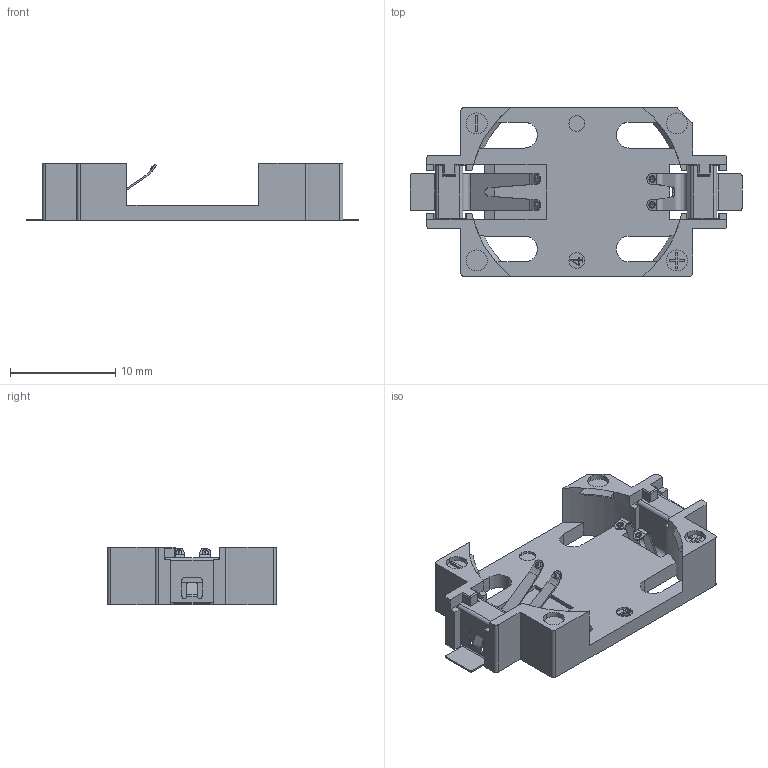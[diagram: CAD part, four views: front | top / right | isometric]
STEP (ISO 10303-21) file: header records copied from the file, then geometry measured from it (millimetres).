
FILE_DESCRIPTION(('FreeCAD Model'),'2;1');
FILE_NAME('Open CASCADE Shape Model','2022-10-07T18:35:04',( 'kicad StepUp'),('ksu MCAD'),'Open CASCADE STEP processor 7.5', 'FreeCAD','Unknown');
FILE_SCHEMA(('AUTOMOTIVE_DESIGN { 1 0 10303 214 1 1 1 1 }'));
Length unit declared in the file: millimetre
Products named in the file (1): BH-49A-5-TR
Bounding box: 31.5 x 16 x 5.5 mm (x, y, z)
Volume: 790.3 mm3; surface area: 1759.8 mm2
Topology: 3 solids, 3 shells, 415 faces, 1109 edges, 704 vertices
Faces by surface type: plane 263, cylinder 110, bspline 31, cone 8, sphere 3
Entity records: 13721 total; most frequent: CARTESIAN_POINT 3486, ORIENTED_EDGE 2206, DIRECTION 2021, EDGE_CURVE 1103, LINE 755, VECTOR 755, VERTEX_POINT 710, AXIS2_PLACEMENT_3D 633
